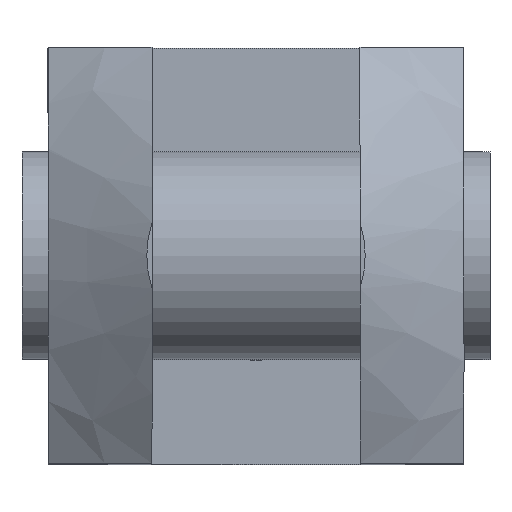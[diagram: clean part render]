
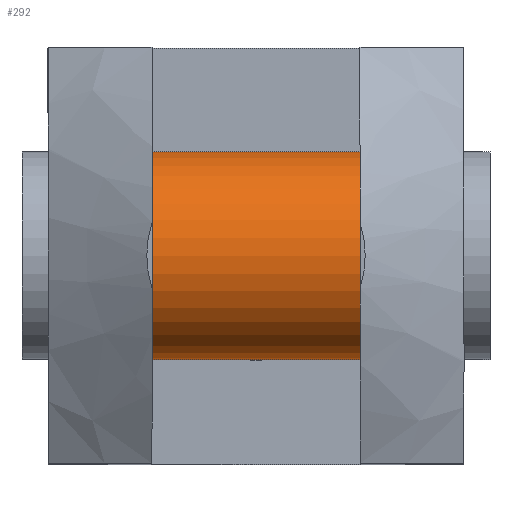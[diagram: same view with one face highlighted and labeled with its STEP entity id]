
A CAD part, top view. The second image highlights one B-rep face of the part: STEP entity #292.
In plain terms, the highlighted cylindrical face has radius 10 mm (diameter 20 mm), a full revolution.
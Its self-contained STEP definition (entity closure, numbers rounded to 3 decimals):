
#265=CARTESIAN_POINT('',(0.0,0.0,80.0));
#266=DIRECTION('',(1.0,0.0,0.0));
#267=DIRECTION('',(0.0,-1.0,0.0));
#268=AXIS2_PLACEMENT_3D('',#265,#266,#267);
#269=CYLINDRICAL_SURFACE('',#268,10.0);
#270=CARTESIAN_POINT('',(10.,10.0,80.0));
#271=VERTEX_POINT('',#270);
#272=CARTESIAN_POINT('',(10.,0.0,80.0));
#273=DIRECTION('',(1.0,0.0,0.0));
#274=DIRECTION('',(0.0,-1.0,0.0));
#275=AXIS2_PLACEMENT_3D('',#272,#273,#274);
#276=CIRCLE('',#275,10.0);
#277=EDGE_CURVE('',#271,#271,#276,.T.);
#278=ORIENTED_EDGE('',*,*,#277,.F.);
#279=EDGE_LOOP('',(#278));
#280=FACE_OUTER_BOUND('',#279,.T.);
#281=CARTESIAN_POINT('',(-10.,10.0,80.0));
#282=VERTEX_POINT('',#281);
#283=CARTESIAN_POINT('',(-10.,0.0,80.0));
#284=DIRECTION('',(-1.0,0.0,0.0));
#285=DIRECTION('',(0.0,-1.0,0.0));
#286=AXIS2_PLACEMENT_3D('',#283,#284,#285);
#287=CIRCLE('',#286,10.0);
#288=EDGE_CURVE('',#282,#282,#287,.T.);
#289=ORIENTED_EDGE('',*,*,#288,.F.);
#290=EDGE_LOOP('',(#289));
#291=FACE_BOUND('',#290,.T.);
#292=ADVANCED_FACE('',(#280,#291),#269,.T.);
